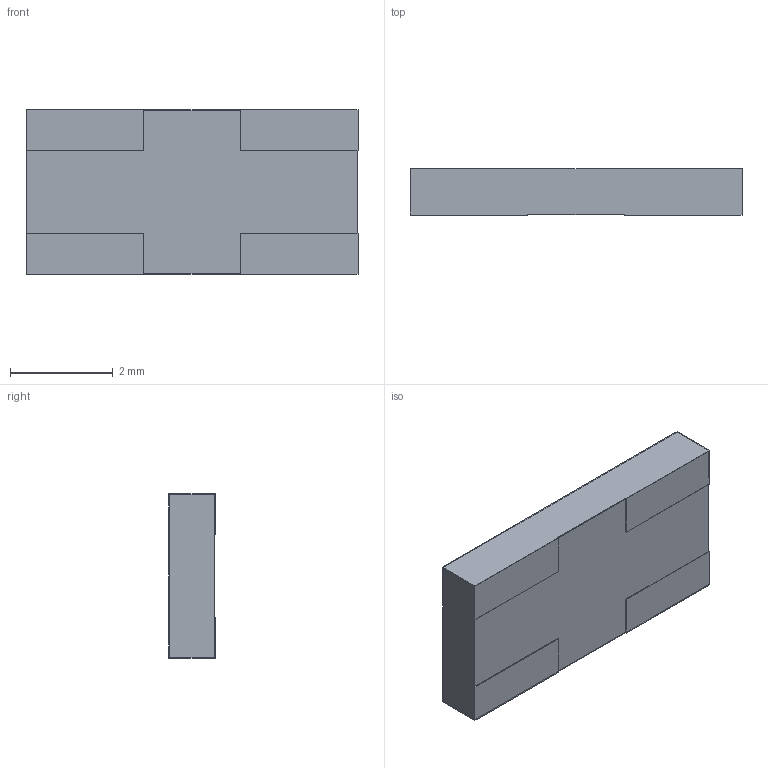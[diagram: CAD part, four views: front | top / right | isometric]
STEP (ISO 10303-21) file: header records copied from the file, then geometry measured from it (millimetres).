
FILE_DESCRIPTION(/* description */ (''),/* implementation_level */ '2;1');
FILE_NAME(/* name */ 'CSR1225_stp.stp',/* time_stamp */ '2019-06-19T12:41:11-04:00',/* author */ ('mulla'),/* organization */ (''),/* preprocessor_version */ 'ST-DEVELOPER v16.1',/* originating_system */ 'Autodesk Inventor 2016',/* authorisation */ '');
FILE_SCHEMA (('AUTOMOTIVE_DESIGN { 1 0 10303 214 3 1 1 }'));
Length unit declared in the file: millimetre
Products named in the file (1): CSR1225
Bounding box: 6.45 x 0.9 x 3.2 mm (x, y, z)
Volume: 18.3 mm3; surface area: 136.6 mm2
Topology: 4 solids, 4 shells, 44 faces, 104 edges, 68 vertices
Faces by surface type: plane 44
Entity records: 1316 total; most frequent: CARTESIAN_POINT 217, ORIENTED_EDGE 208, DIRECTION 194, LINE 104, VECTOR 104, EDGE_CURVE 104, VERTEX_POINT 68, AXIS2_PLACEMENT_3D 45
